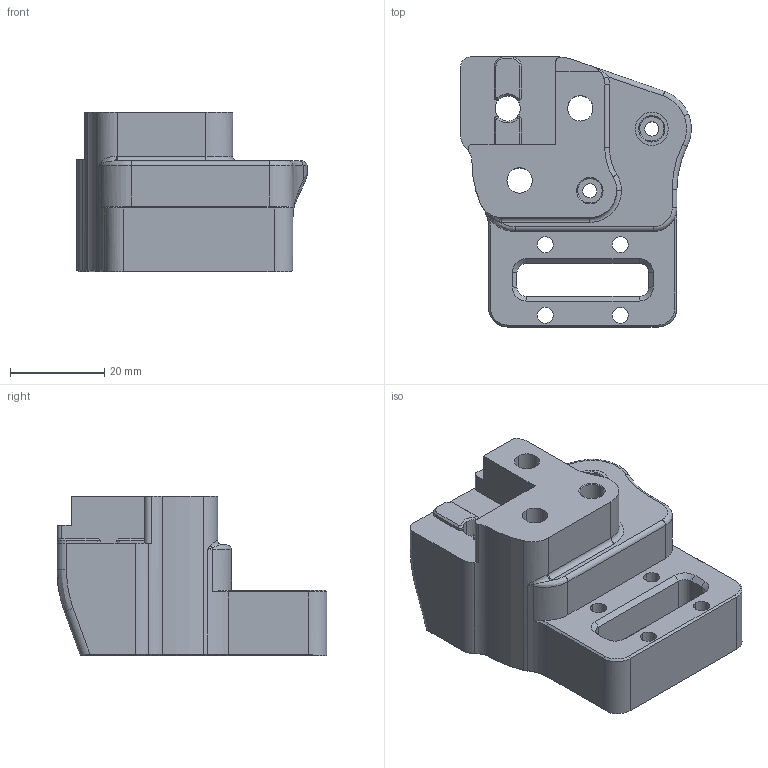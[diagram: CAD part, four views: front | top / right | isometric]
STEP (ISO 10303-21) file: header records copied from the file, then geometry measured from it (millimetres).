
FILE_DESCRIPTION (( 'STEP AP214' ), '1' );
FILE_NAME ('XY JOINT 2 BOT MGN12.STEP', '2020-12-22T23:01:49', ( '' ), ( '' ), 'SwSTEP 2.0', 'SolidWorks 2014', '' );
FILE_SCHEMA (( 'AUTOMOTIVE_DESIGN' ));
Length unit declared in the file: millimetre
Products named in the file (2): XY JOINT 2 BOT MGN12
Bounding box: 49.02 x 57.4 x 34 mm (x, y, z)
Volume: 46304 mm3; surface area: 13196.4 mm2
Topology: 1 solids, 1 shells, 227 faces, 578 edges, 352 vertices
Faces by surface type: plane 90, cylinder 66, cone 51, bspline 20
Entity records: 9829 total; most frequent: CARTESIAN_POINT 2115, ORIENTED_EDGE 1150, DIRECTION 1138, EDGE_CURVE 575, AXIS2_PLACEMENT_3D 417, VERTEX_POINT 352, LINE 304, VECTOR 304
